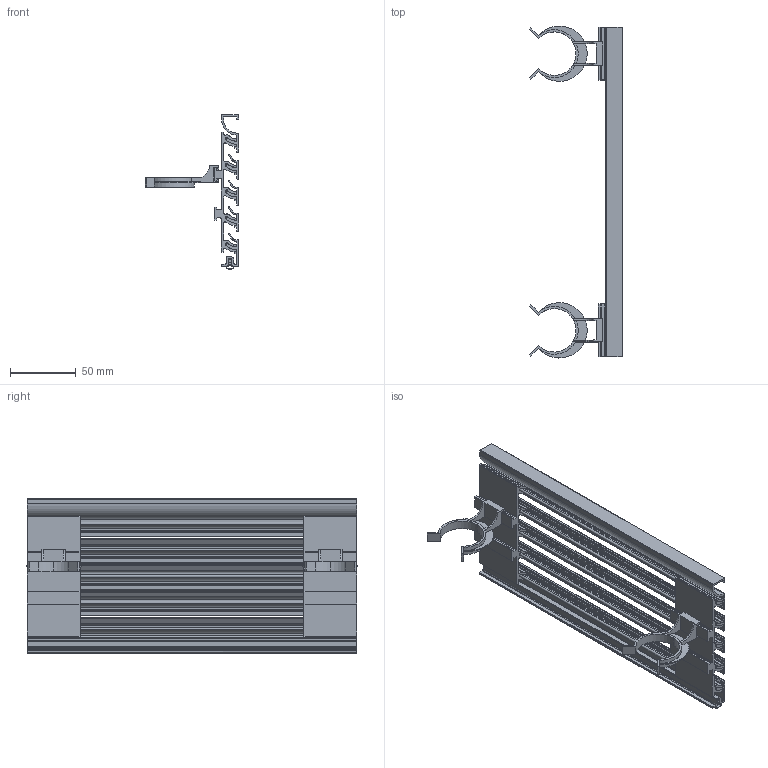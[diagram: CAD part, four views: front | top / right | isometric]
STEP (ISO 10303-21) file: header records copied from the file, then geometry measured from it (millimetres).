
FILE_DESCRIPTION(('STEP AP242'),'1');
FILE_NAME('ftungsgitter H130 schwarz.STP','2024-02-16T07:35:12',(' '),(' '),'Spatial InterOp 3D',' ',' ');
FILE_SCHEMA(('AP242_MANAGED_MODEL_BASED_3D_ENGINEERING_MIM_LF {1 0 10303 442 1 1 4}'));
Length unit declared in the file: millimetre
Products named in the file (11): ASSEM1; 4041217_V Presa Lüftungsgitter H130 schwarz
Assembly tree (11 placements, depth 3):
  4041217_V Presa Lüftungsgitter H130 schwarz
    (unnamed)
      ASSEM1
      (unnamed)  x2
      (unnamed)
      (unnamed)
      (unnamed)
      (unnamed)
      (unnamed)
      (unnamed)
      (unnamed)
Bounding box: 71.17 x 251.98 x 117.46 mm (x, y, z)
Volume: 129059.6 mm3; surface area: 164155.7 mm2
Topology: 10 solids, 10 shells, 822 faces, 2404 edges, 1600 vertices
Faces by surface type: cylinder 511, plane 308, bspline 3
Entity records: 20770 total; most frequent: CARTESIAN_POINT 3839, DIRECTION 3696, ORIENTED_EDGE 3506, EDGE_CURVE 1753, AXIS2_PLACEMENT_3D 1335, VERTEX_POINT 1166, LINE 1026, VECTOR 1026
